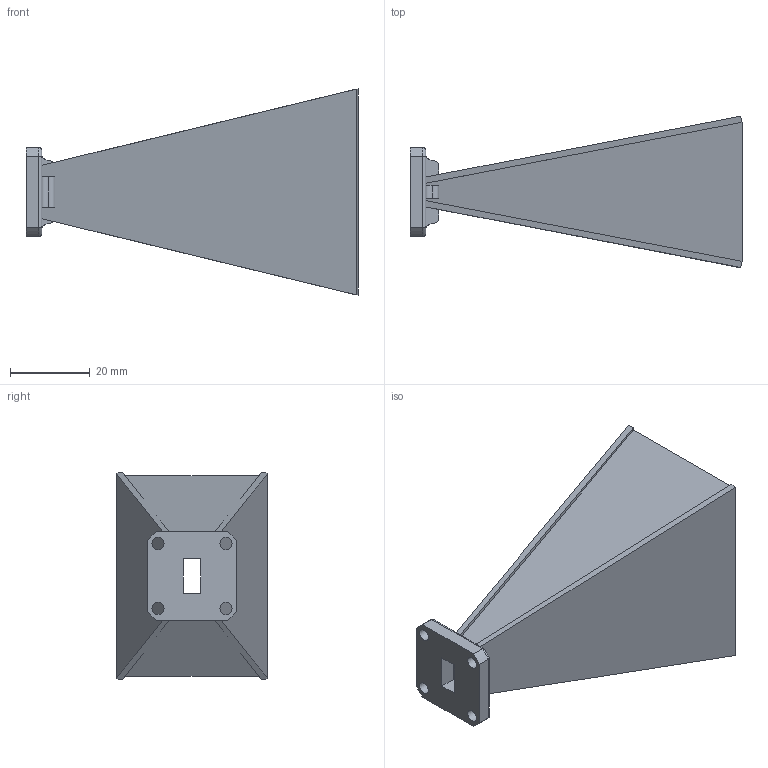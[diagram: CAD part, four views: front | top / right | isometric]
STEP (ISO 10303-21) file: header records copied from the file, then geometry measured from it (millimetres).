
FILE_DESCRIPTION (( 'STEP AP214' ), '1' );
FILE_NAME ('FM9851B-20.STEP', '2021-01-05T21:34:14', ( '' ), ( '' ), 'SwSTEP 2.0', 'SolidWorks 2018', '' );
FILE_SCHEMA (( 'AUTOMOTIVE_DESIGN' ));
Length unit declared in the file: inch
Products named in the file (1): FM9851B-20
Bounding box: 83.08 x 37.84 x 51.66 mm (x, y, z)
Volume: 14905.2 mm3; surface area: 18448.9 mm2
Topology: 1 solids, 1 shells, 68 faces, 178 edges, 112 vertices
Faces by surface type: plane 44, cylinder 20, torus 4
Full cylindrical faces by diameter (mm): 3.023 x1, 3.048 x3
Entity records: 2138 total; most frequent: CARTESIAN_POINT 411, ORIENTED_EDGE 348, DIRECTION 340, EDGE_CURVE 174, LINE 130, VECTOR 130, VERTEX_POINT 112, AXIS2_PLACEMENT_3D 105
